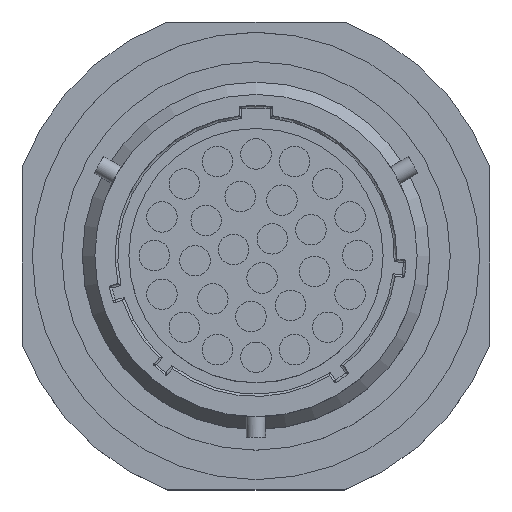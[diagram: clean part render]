
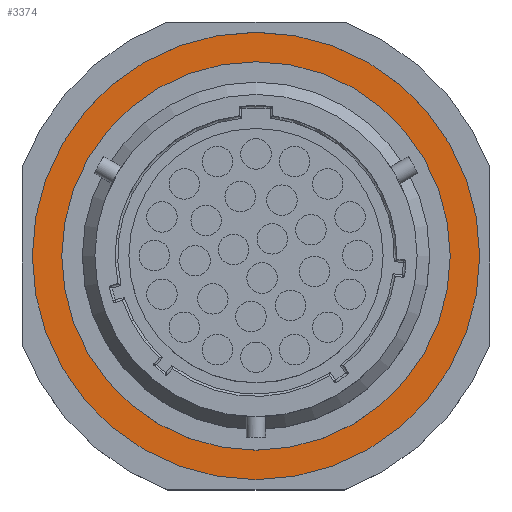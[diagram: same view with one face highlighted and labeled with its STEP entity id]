
A CAD part, top view. The second image highlights one B-rep face of the part: STEP entity #3374.
In plain terms, the highlighted planar face has unit normal (0, 0, 1).
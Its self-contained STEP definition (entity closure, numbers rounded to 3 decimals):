
#288=PLANE($,#3854);
#586=FACE_BOUND($,#1105,.T.);
#752=FACE_OUTER_BOUND($,#1104,.T.);
#1104=EDGE_LOOP($,(#2611));
#1105=EDGE_LOOP($,(#2612));
#1606=CIRCLE($,#3853,22.);
#1607=CIRCLE($,#3855,19.1);
#1886=VERTEX_POINT($,#5794);
#1887=VERTEX_POINT($,#5797);
#2210=EDGE_CURVE($,#1886,#1886,#1606,.T.);
#2211=EDGE_CURVE($,#1887,#1887,#1607,.T.);
#2611=ORIENTED_EDGE($,*,*,#2210,.F.);
#2612=ORIENTED_EDGE($,*,*,#2211,.F.);
#3374=ADVANCED_FACE($,(#752,#586),#288,.F.);
#3853=AXIS2_PLACEMENT_3D($,#5795,#4505,#4506);
#3854=AXIS2_PLACEMENT_3D($,#5796,#4507,#4508);
#3855=AXIS2_PLACEMENT_3D($,#5798,#4509,#4510);
#4505=DIRECTION('center_axis',(0.,0.,-1.));
#4506=DIRECTION('ref_axis',(0.,1.,0.));
#4507=DIRECTION('center_axis',(0.,0.,-1.));
#4508=DIRECTION('ref_axis',(-1.,0.,0.));
#4509=DIRECTION('center_axis',(0.,0.,1.));
#4510=DIRECTION('ref_axis',(0.,1.,0.));
#5794=CARTESIAN_POINT('',(0.,-22.,1.79));
#5795=CARTESIAN_POINT('Origin',(0.,0.,1.79));
#5796=CARTESIAN_POINT('Origin',(24.2,24.2,1.79));
#5797=CARTESIAN_POINT('',(0.,-19.1,1.79));
#5798=CARTESIAN_POINT('Origin',(0.,0.,1.79));
